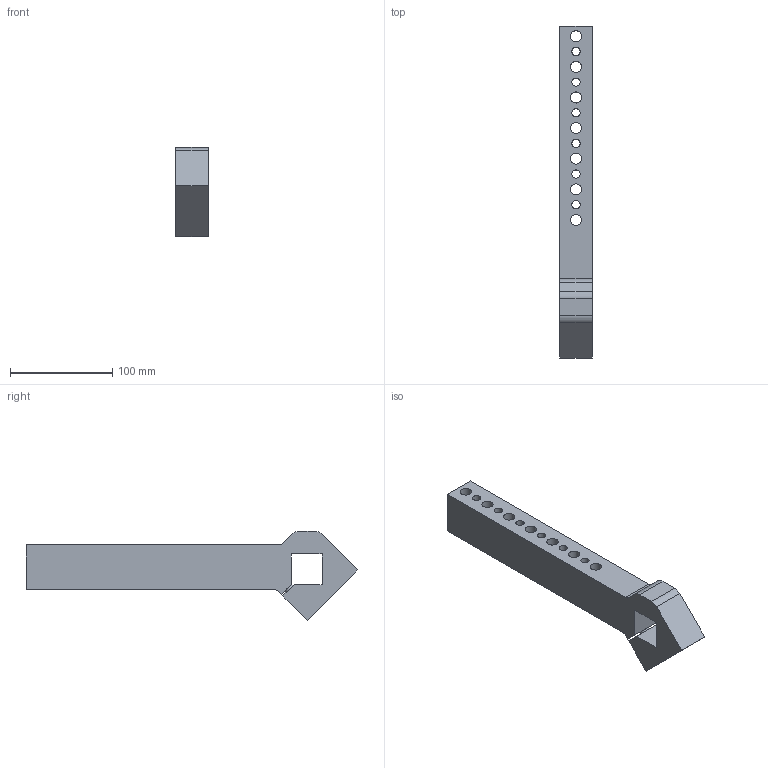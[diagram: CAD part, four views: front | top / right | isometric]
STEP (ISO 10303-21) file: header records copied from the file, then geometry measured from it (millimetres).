
FILE_DESCRIPTION(/* description */ (''),/* implementation_level */ '2;1');
FILE_NAME(/* name */ 'QNACA114M.stp',/* time_stamp */ '2018-10-18T14:54:25+02:00',/* author */ ('donadda1'),/* organization */ ('Pneumax S.p.A.'),/* preprocessor_version */ 'ST-DEVELOPER v17',/* originating_system */ 'Autodesk Inventor 2019',/* authorisation */ '');
FILE_SCHEMA (('AUTOMOTIVE_DESIGN { 1 0 10303 214 3 1 1 }'));
Length unit declared in the file: millimetre
Products named in the file (1): QNACA114M
Bounding box: 32 x 325.2 x 87.2 mm (x, y, z)
Volume: 414740.9 mm3; surface area: 72359.4 mm2
Topology: 1 solids, 1 shells, 36 faces, 103 edges, 68 vertices
Faces by surface type: cylinder 18, plane 18
Full cylindrical faces by diameter (mm): 8 x6, 10 x1, 11 x7
Entity records: 1284 total; most frequent: DIRECTION 215, CARTESIAN_POINT 208, ORIENTED_EDGE 206, EDGE_CURVE 103, AXIS2_PLACEMENT_3D 75, VERTEX_POINT 68, LINE 65, VECTOR 65
